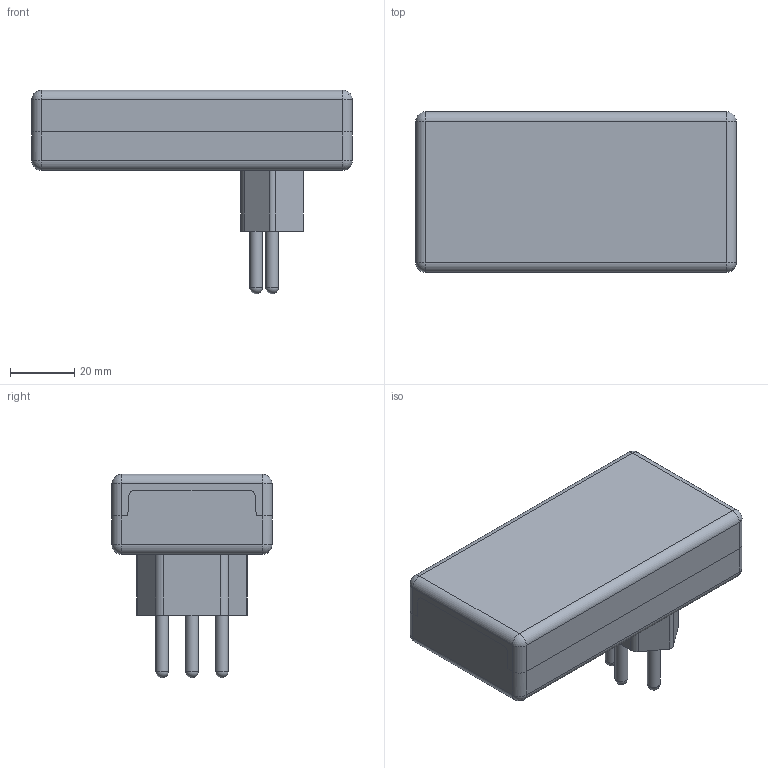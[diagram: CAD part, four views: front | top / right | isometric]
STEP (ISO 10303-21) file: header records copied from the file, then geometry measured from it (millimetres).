
FILE_DESCRIPTION((''),'2;1');
FILE_NAME('0601101000-MBPO_105025 ST CH.stp','2016-01-20T11:51:38',('robin.rentz'),(''),'Autodesk Inventor 2012','Autodesk Inventor 2012','');
FILE_SCHEMA(('AUTOMOTIVE_DESIGN { 1 2 10303 214 0 1 1 1 }'));
Length unit declared in the file: millimetre
Products named in the file (3): 0601101000-MBPO_105025 ST CH; 0601101002-UT_105025-40 ST CH; 0501100321-OT_105025
Assembly tree (2 placements, depth 2):
  0601101000-MBPO_105025 ST CH
    0601101002-UT_105025-40 ST CH
    0501100321-OT_105025
Bounding box: 100 x 50 x 63.5 mm (x, y, z)
Volume: 51190.6 mm3; surface area: 41599.1 mm2
Topology: 2 solids, 2 shells, 300 faces, 662 edges, 404 vertices
Faces by surface type: plane 177, cylinder 80, cone 32, sphere 11
Full cylindrical faces by diameter (mm): 2.4 x6, 2.9 x3, 3.8 x4, 4 x7, 4.8 x6, 6 x4, 7 x3, 8 x4, 9 x4
Entity records: 7926 total; most frequent: DIRECTION 1408, CARTESIAN_POINT 1305, ORIENTED_EDGE 1212, EDGE_CURVE 606, AXIS2_PLACEMENT_3D 497, VECTOR 414, LINE 414, VERTEX_POINT 394
